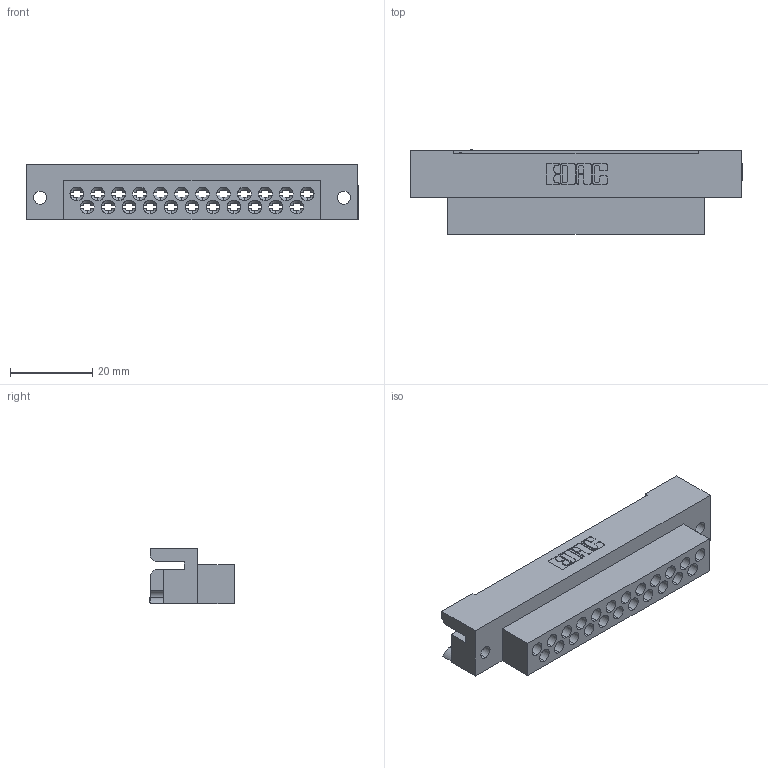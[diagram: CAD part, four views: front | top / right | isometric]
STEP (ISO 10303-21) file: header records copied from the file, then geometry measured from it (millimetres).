
FILE_DESCRIPTION (( 'STEP AP203' ), '1' );
FILE_NAME ('438-023-000-112.STEP', '2020-03-12T20:28:45', ( '' ), ( '' ), 'SwSTEP 2.0', 'SolidWorks 2016', '' );
FILE_SCHEMA (( 'CONFIG_CONTROL_DESIGN' ));
Length unit declared in the file: millimetre
Products named in the file (2): 438-023-000-112; 438-210-001_438-210-023-112
Assembly tree (1 placements, depth 2):
  438-023-000-112
    438-210-001_438-210-023-112
Bounding box: 80.52 x 20.45 x 13.49 mm (x, y, z)
Volume: 12111.8 mm3; surface area: 11747.5 mm2
Topology: 1 solids, 1 shells, 754 faces, 2230 edges, 1463 vertices
Faces by surface type: plane 567, cylinder 96, cone 69, bspline 22
Entity records: 26405 total; most frequent: CARTESIAN_POINT 6365, ORIENTED_EDGE 4460, DIRECTION 3737, EDGE_CURVE 2230, VECTOR 1555, LINE 1555, VERTEX_POINT 1463, AXIS2_PLACEMENT_3D 1091
